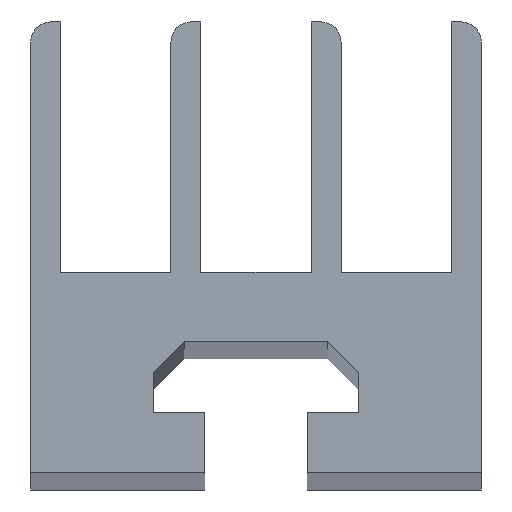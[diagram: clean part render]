
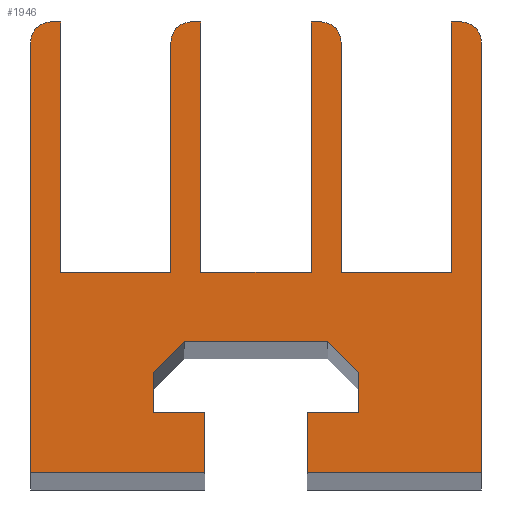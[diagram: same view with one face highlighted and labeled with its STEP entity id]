
A CAD part, top view. The second image highlights one B-rep face of the part: STEP entity #1946.
In plain terms, the highlighted face is planar.
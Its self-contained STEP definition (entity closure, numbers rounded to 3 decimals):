
#926=CIRCLE('',#1852,2.);
#928=CIRCLE('',#1859,2.);
#930=CIRCLE('',#1875,2.);
#932=CIRCLE('',#1882,2.);
#1058=ORIENTED_EDGE('',*,*,#1430,.T.);
#1059=ORIENTED_EDGE('',*,*,#1343,.T.);
#1060=ORIENTED_EDGE('',*,*,#1347,.T.);
#1061=ORIENTED_EDGE('',*,*,#1350,.T.);
#1062=ORIENTED_EDGE('',*,*,#1353,.T.);
#1063=ORIENTED_EDGE('',*,*,#1356,.T.);
#1064=ORIENTED_EDGE('',*,*,#1359,.T.);
#1065=ORIENTED_EDGE('',*,*,#1362,.T.);
#1066=ORIENTED_EDGE('',*,*,#1365,.T.);
#1067=ORIENTED_EDGE('',*,*,#1368,.T.);
#1068=ORIENTED_EDGE('',*,*,#1371,.T.);
#1069=ORIENTED_EDGE('',*,*,#1374,.T.);
#1070=ORIENTED_EDGE('',*,*,#1377,.T.);
#1071=ORIENTED_EDGE('',*,*,#1380,.T.);
#1072=ORIENTED_EDGE('',*,*,#1383,.T.);
#1073=ORIENTED_EDGE('',*,*,#1386,.T.);
#1074=ORIENTED_EDGE('',*,*,#1389,.T.);
#1075=ORIENTED_EDGE('',*,*,#1392,.T.);
#1076=ORIENTED_EDGE('',*,*,#1395,.T.);
#1077=ORIENTED_EDGE('',*,*,#1398,.T.);
#1078=ORIENTED_EDGE('',*,*,#1401,.T.);
#1079=ORIENTED_EDGE('',*,*,#1404,.T.);
#1080=ORIENTED_EDGE('',*,*,#1407,.T.);
#1081=ORIENTED_EDGE('',*,*,#1410,.T.);
#1082=ORIENTED_EDGE('',*,*,#1413,.T.);
#1083=ORIENTED_EDGE('',*,*,#1416,.T.);
#1084=ORIENTED_EDGE('',*,*,#1419,.T.);
#1085=ORIENTED_EDGE('',*,*,#1422,.T.);
#1086=ORIENTED_EDGE('',*,*,#1425,.T.);
#1087=ORIENTED_EDGE('',*,*,#1428,.T.);
#1119=VECTOR('',#1499,1.);
#1123=VECTOR('',#1505,1.);
#1126=VECTOR('',#1510,1.);
#1129=VECTOR('',#1515,1.);
#1132=VECTOR('',#1520,1.);
#1136=VECTOR('',#1532,1.);
#1139=VECTOR('',#1537,1.);
#1142=VECTOR('',#1542,1.);
#1145=VECTOR('',#1547,1.);
#1149=VECTOR('',#1559,1.);
#1152=VECTOR('',#1564,1.);
#1155=VECTOR('',#1569,1.);
#1158=VECTOR('',#1574,1.);
#1161=VECTOR('',#1579,1.);
#1164=VECTOR('',#1584,1.);
#1167=VECTOR('',#1589,1.);
#1170=VECTOR('',#1594,1.);
#1173=VECTOR('',#1599,1.);
#1176=VECTOR('',#1604,1.);
#1179=VECTOR('',#1609,1.);
#1182=VECTOR('',#1614,1.);
#1185=VECTOR('',#1619,1.);
#1189=VECTOR('',#1631,1.);
#1192=VECTOR('',#1636,1.);
#1195=VECTOR('',#1641,1.);
#1198=VECTOR('',#1646,1.);
#1201=LINE('',#1667,#1119);
#1205=LINE('',#1675,#1123);
#1208=LINE('',#1681,#1126);
#1211=LINE('',#1687,#1129);
#1214=LINE('',#1693,#1132);
#1218=LINE('',#1705,#1136);
#1221=LINE('',#1711,#1139);
#1224=LINE('',#1717,#1142);
#1227=LINE('',#1723,#1145);
#1231=LINE('',#1735,#1149);
#1234=LINE('',#1741,#1152);
#1237=LINE('',#1747,#1155);
#1240=LINE('',#1753,#1158);
#1243=LINE('',#1759,#1161);
#1246=LINE('',#1765,#1164);
#1249=LINE('',#1771,#1167);
#1252=LINE('',#1777,#1170);
#1255=LINE('',#1783,#1173);
#1258=LINE('',#1789,#1176);
#1261=LINE('',#1795,#1179);
#1264=LINE('',#1801,#1182);
#1267=LINE('',#1807,#1185);
#1271=LINE('',#1819,#1189);
#1274=LINE('',#1825,#1192);
#1277=LINE('',#1831,#1195);
#1280=LINE('',#1837,#1198);
#1283=VERTEX_POINT('',#1664);
#1284=VERTEX_POINT('',#1666);
#1287=VERTEX_POINT('',#1673);
#1289=VERTEX_POINT('',#1679);
#1291=VERTEX_POINT('',#1685);
#1293=VERTEX_POINT('',#1691);
#1295=VERTEX_POINT('',#1697);
#1297=VERTEX_POINT('',#1703);
#1299=VERTEX_POINT('',#1709);
#1301=VERTEX_POINT('',#1715);
#1303=VERTEX_POINT('',#1721);
#1305=VERTEX_POINT('',#1727);
#1307=VERTEX_POINT('',#1733);
#1309=VERTEX_POINT('',#1739);
#1311=VERTEX_POINT('',#1745);
#1313=VERTEX_POINT('',#1751);
#1315=VERTEX_POINT('',#1757);
#1317=VERTEX_POINT('',#1763);
#1319=VERTEX_POINT('',#1769);
#1321=VERTEX_POINT('',#1775);
#1323=VERTEX_POINT('',#1781);
#1325=VERTEX_POINT('',#1787);
#1327=VERTEX_POINT('',#1793);
#1329=VERTEX_POINT('',#1799);
#1331=VERTEX_POINT('',#1805);
#1333=VERTEX_POINT('',#1811);
#1335=VERTEX_POINT('',#1817);
#1337=VERTEX_POINT('',#1823);
#1339=VERTEX_POINT('',#1829);
#1341=VERTEX_POINT('',#1835);
#1343=EDGE_CURVE('',#1284,#1283,#1201,.T.);
#1347=EDGE_CURVE('',#1283,#1287,#1205,.T.);
#1350=EDGE_CURVE('',#1287,#1289,#1208,.T.);
#1353=EDGE_CURVE('',#1289,#1291,#1211,.T.);
#1356=EDGE_CURVE('',#1291,#1293,#1214,.T.);
#1359=EDGE_CURVE('',#1293,#1295,#926,.T.);
#1362=EDGE_CURVE('',#1295,#1297,#1218,.T.);
#1365=EDGE_CURVE('',#1297,#1299,#1221,.T.);
#1368=EDGE_CURVE('',#1299,#1301,#1224,.T.);
#1371=EDGE_CURVE('',#1301,#1303,#1227,.T.);
#1374=EDGE_CURVE('',#1303,#1305,#928,.T.);
#1377=EDGE_CURVE('',#1305,#1307,#1231,.T.);
#1380=EDGE_CURVE('',#1307,#1309,#1234,.T.);
#1383=EDGE_CURVE('',#1309,#1311,#1237,.T.);
#1386=EDGE_CURVE('',#1311,#1313,#1240,.T.);
#1389=EDGE_CURVE('',#1313,#1315,#1243,.T.);
#1392=EDGE_CURVE('',#1315,#1317,#1246,.T.);
#1395=EDGE_CURVE('',#1317,#1319,#1249,.T.);
#1398=EDGE_CURVE('',#1319,#1321,#1252,.T.);
#1401=EDGE_CURVE('',#1321,#1323,#1255,.T.);
#1404=EDGE_CURVE('',#1323,#1325,#1258,.T.);
#1407=EDGE_CURVE('',#1325,#1327,#1261,.T.);
#1410=EDGE_CURVE('',#1327,#1329,#1264,.T.);
#1413=EDGE_CURVE('',#1329,#1331,#1267,.T.);
#1416=EDGE_CURVE('',#1331,#1333,#930,.T.);
#1419=EDGE_CURVE('',#1333,#1335,#1271,.T.);
#1422=EDGE_CURVE('',#1335,#1337,#1274,.T.);
#1425=EDGE_CURVE('',#1337,#1339,#1277,.T.);
#1428=EDGE_CURVE('',#1339,#1341,#1280,.T.);
#1430=EDGE_CURVE('',#1341,#1284,#932,.T.);
#1462=EDGE_LOOP('',(#1058,#1059,#1060,#1061,#1062,#1063,#1064,#1065,#1066,
#1067,#1068,#1069,#1070,#1071,#1072,#1073,#1074,#1075,#1076,#1077,#1078,
#1079,#1080,#1081,#1082,#1083,#1084,#1085,#1086,#1087));
#1494=FACE_BOUND('',#1462,.T.);
#1499=DIRECTION('',(0.,0.,-1.));
#1505=DIRECTION('',(0.,-25.,0.));
#1510=DIRECTION('',(0.,0.,-11.));
#1515=DIRECTION('',(0.,25.,0.));
#1520=DIRECTION('',(0.,0.,-1.));
#1525=DIRECTION('',(-1.,0.,0.));
#1526=DIRECTION('',(0.,2.,0.));
#1532=DIRECTION('',(0.,-23.,0.));
#1537=DIRECTION('',(0.,0.,-11.));
#1542=DIRECTION('',(0.,25.,0.));
#1547=DIRECTION('',(0.,0.,-1.));
#1552=DIRECTION('',(-1.,0.,0.));
#1553=DIRECTION('',(0.,2.,0.));
#1559=DIRECTION('',(0.,-43.,0.));
#1564=DIRECTION('',(0.,0.,17.4));
#1569=DIRECTION('',(0.,6.,0.));
#1574=DIRECTION('',(0.,0.,-5.15));
#1579=DIRECTION('',(0.,4.,0.));
#1584=DIRECTION('',(0.,3.1,3.1));
#1589=DIRECTION('',(0.,0.,14.3));
#1594=DIRECTION('',(0.,-3.1,3.1));
#1599=DIRECTION('',(0.,-4.,0.));
#1604=DIRECTION('',(0.,0.,-5.15));
#1609=DIRECTION('',(0.,-6.,0.));
#1614=DIRECTION('',(0.,0.,17.4));
#1619=DIRECTION('',(0.,43.,0.));
#1624=DIRECTION('',(-1.,0.,0.));
#1625=DIRECTION('',(0.,0.,2.));
#1631=DIRECTION('',(0.,0.,-1.));
#1636=DIRECTION('',(0.,-25.,0.));
#1641=DIRECTION('',(0.,0.,-11.));
#1646=DIRECTION('',(0.,23.,0.));
#1650=DIRECTION('',(-1.,0.,0.));
#1651=DIRECTION('',(0.,0.,2.));
#1654=DIRECTION('',(-1.,0.,0.));
#1655=DIRECTION('',(0.,1.,0.));
#1664=CARTESIAN_POINT('',(0.,45.,5.5));
#1666=CARTESIAN_POINT('',(0.,45.,6.5));
#1667=CARTESIAN_POINT('',(0.,45.,6.5));
#1673=CARTESIAN_POINT('',(0.,20.,5.5));
#1675=CARTESIAN_POINT('',(0.,45.,5.5));
#1679=CARTESIAN_POINT('',(0.,20.,-5.5));
#1681=CARTESIAN_POINT('',(0.,20.,5.5));
#1685=CARTESIAN_POINT('',(0.,45.,-5.5));
#1687=CARTESIAN_POINT('',(0.,20.,-5.5));
#1691=CARTESIAN_POINT('',(0.,45.,-6.5));
#1693=CARTESIAN_POINT('',(0.,45.,-5.5));
#1697=CARTESIAN_POINT('',(0.,43.,-8.5));
#1699=CARTESIAN_POINT('',(0.,43.,-6.5));
#1703=CARTESIAN_POINT('',(0.,20.,-8.5));
#1705=CARTESIAN_POINT('',(0.,43.,-8.5));
#1709=CARTESIAN_POINT('',(0.,20.,-19.5));
#1711=CARTESIAN_POINT('',(0.,20.,-8.5));
#1715=CARTESIAN_POINT('',(0.,45.,-19.5));
#1717=CARTESIAN_POINT('',(0.,20.,-19.5));
#1721=CARTESIAN_POINT('',(0.,45.,-20.5));
#1723=CARTESIAN_POINT('',(0.,45.,-19.5));
#1727=CARTESIAN_POINT('',(0.,43.,-22.5));
#1729=CARTESIAN_POINT('',(0.,43.,-20.5));
#1733=CARTESIAN_POINT('',(0.,0.,-22.5));
#1735=CARTESIAN_POINT('',(0.,43.,-22.5));
#1739=CARTESIAN_POINT('',(0.,0.,-5.1));
#1741=CARTESIAN_POINT('',(0.,0.,-22.5));
#1745=CARTESIAN_POINT('',(0.,6.,-5.1));
#1747=CARTESIAN_POINT('',(0.,0.,-5.1));
#1751=CARTESIAN_POINT('',(0.,6.,-10.25));
#1753=CARTESIAN_POINT('',(0.,6.,-5.1));
#1757=CARTESIAN_POINT('',(0.,10.,-10.25));
#1759=CARTESIAN_POINT('',(0.,6.,-10.25));
#1763=CARTESIAN_POINT('',(0.,13.1,-7.15));
#1765=CARTESIAN_POINT('',(0.,10.,-10.25));
#1769=CARTESIAN_POINT('',(0.,13.1,7.15));
#1771=CARTESIAN_POINT('',(0.,13.1,-7.15));
#1775=CARTESIAN_POINT('',(0.,10.,10.25));
#1777=CARTESIAN_POINT('',(0.,13.1,7.15));
#1781=CARTESIAN_POINT('',(0.,6.,10.25));
#1783=CARTESIAN_POINT('',(0.,10.,10.25));
#1787=CARTESIAN_POINT('',(0.,6.,5.1));
#1789=CARTESIAN_POINT('',(0.,6.,10.25));
#1793=CARTESIAN_POINT('',(0.,0.,5.1));
#1795=CARTESIAN_POINT('',(0.,6.,5.1));
#1799=CARTESIAN_POINT('',(0.,0.,22.5));
#1801=CARTESIAN_POINT('',(0.,0.,5.1));
#1805=CARTESIAN_POINT('',(0.,43.,22.5));
#1807=CARTESIAN_POINT('',(0.,0.,22.5));
#1811=CARTESIAN_POINT('',(0.,45.,20.5));
#1813=CARTESIAN_POINT('',(0.,43.,20.5));
#1817=CARTESIAN_POINT('',(0.,45.,19.5));
#1819=CARTESIAN_POINT('',(0.,45.,20.5));
#1823=CARTESIAN_POINT('',(0.,20.,19.5));
#1825=CARTESIAN_POINT('',(0.,45.,19.5));
#1829=CARTESIAN_POINT('',(0.,20.,8.5));
#1831=CARTESIAN_POINT('',(0.,20.,19.5));
#1835=CARTESIAN_POINT('',(0.,43.,8.5));
#1837=CARTESIAN_POINT('',(0.,20.,8.5));
#1840=CARTESIAN_POINT('',(0.,43.,6.5));
#1842=CARTESIAN_POINT('',(0.,43.,8.5));
#1852=AXIS2_PLACEMENT_3D('',#1699,#1525,#1526);
#1859=AXIS2_PLACEMENT_3D('',#1729,#1552,#1553);
#1875=AXIS2_PLACEMENT_3D('',#1813,#1624,#1625);
#1882=AXIS2_PLACEMENT_3D('',#1840,#1650,#1651);
#1884=AXIS2_PLACEMENT_3D('',#1842,#1654,#1655);
#1914=PLANE('',#1884);
#1946=ADVANCED_FACE('',(#1494),#1914,.T.);
